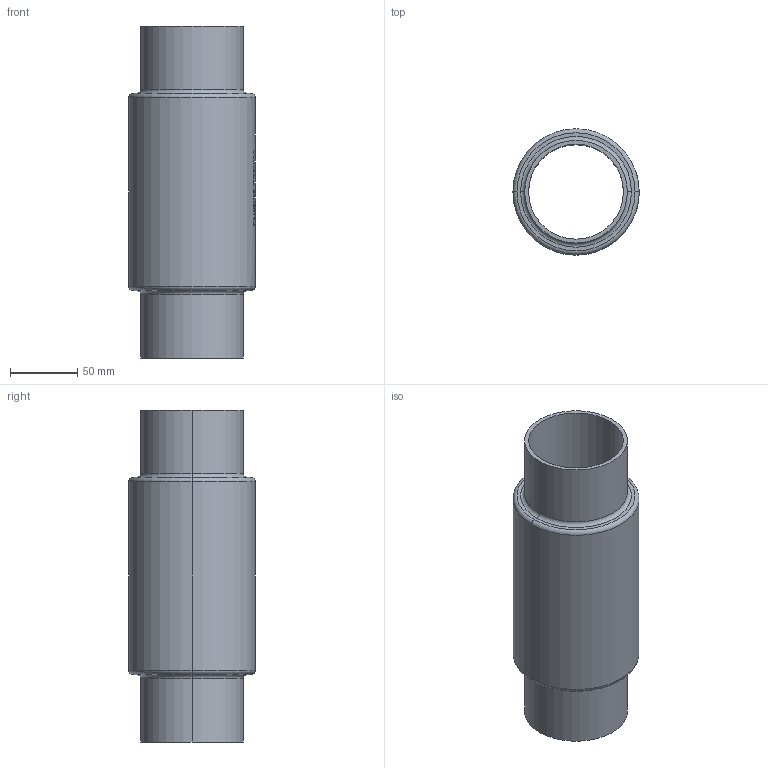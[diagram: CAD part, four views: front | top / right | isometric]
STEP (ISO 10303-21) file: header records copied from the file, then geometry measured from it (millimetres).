
FILE_DESCRIPTION (( 'STEP AP214' ), '1' );
FILE_NAME ('7110000_DN065_ PN06_51420114.STEP', '2022-03-04T07:44:36', ( 'axxx' ), ( 'Hewlett-Packard Company' ), 'SwSTEP 2.0', 'SolidWorks 2019', '' );
FILE_SCHEMA (( 'AUTOMOTIVE_DESIGN' ));
Length unit declared in the file: millimetre
Products named in the file (1): 7110000_DN065_ PN06_51420114
Bounding box: 93.5 x 93.5 x 246 mm (x, y, z)
Volume: 501334.3 mm3; surface area: 129487.9 mm2
Topology: 1 solids, 1 shells, 503 faces, 1348 edges, 896 vertices
Faces by surface type: plane 251, bspline 205, cylinder 39, torus 8
Entity records: 27629 total; most frequent: CARTESIAN_POINT 16531, ORIENTED_EDGE 2696, DIRECTION 1563, EDGE_CURVE 1348, VERTEX_POINT 896, LINE 741, VECTOR 741, EDGE_LOOP 554
